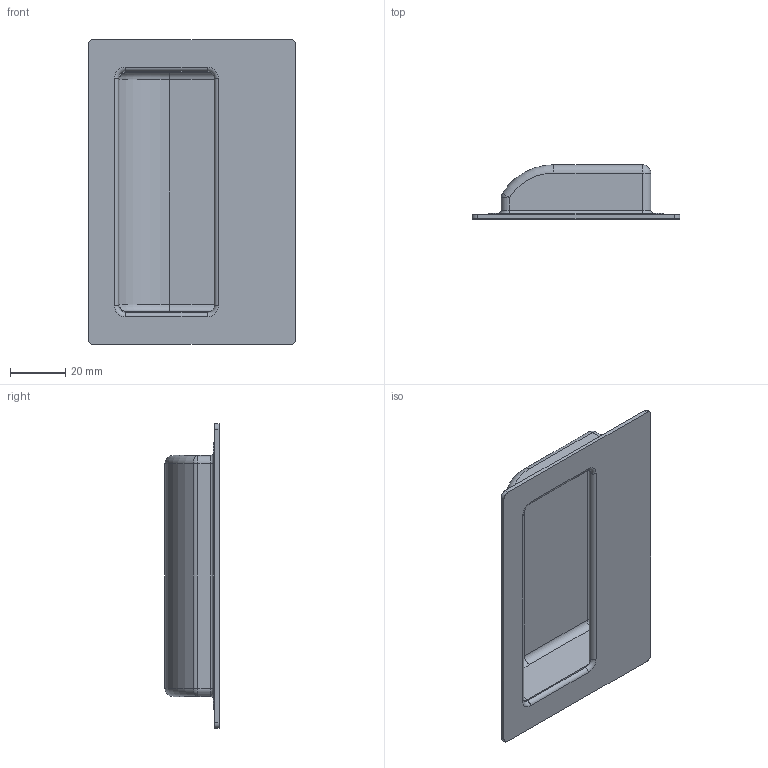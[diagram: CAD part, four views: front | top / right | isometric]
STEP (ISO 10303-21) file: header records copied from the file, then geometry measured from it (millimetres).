
FILE_DESCRIPTION(/* description */ (''),/* implementation_level */ '2;1');
FILE_NAME(/* name */ 'A-MS7.stp',/* time_stamp */ '2026-03-11T17:53:30+09:00',/* author */ ('user'),/* organization */ (''),/* preprocessor_version */ 'ST-DEVELOPER v15.6',/* originating_system */ 'Autodesk Inventor 2015',/* authorisation */ '');
FILE_SCHEMA (('AUTOMOTIVE_DESIGN { 1 0 10303 214 3 1 1 }'));
Length unit declared in the file: millimetre
Products named in the file (1): A-MS7
Bounding box: 75 x 19.5 x 110 mm (x, y, z)
Volume: 13408.2 mm3; surface area: 31439.1 mm2
Topology: 2 solids, 2 shells, 80 faces, 186 edges, 112 vertices
Faces by surface type: cylinder 34, plane 26, torus 12, sphere 8
Entity records: 2299 total; most frequent: DIRECTION 438, CARTESIAN_POINT 379, ORIENTED_EDGE 372, EDGE_CURVE 186, AXIS2_PLACEMENT_3D 171, VERTEX_POINT 112, LINE 96, VECTOR 96
